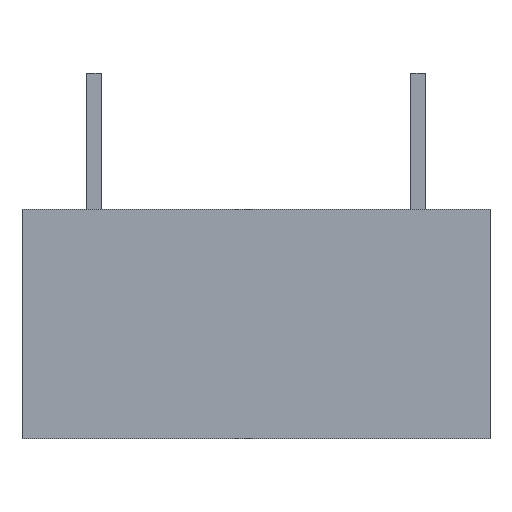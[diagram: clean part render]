
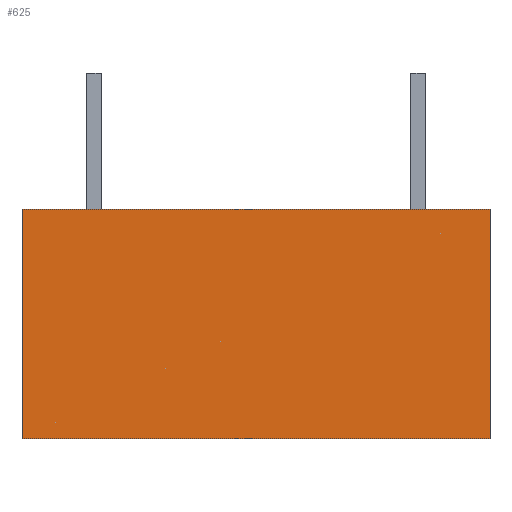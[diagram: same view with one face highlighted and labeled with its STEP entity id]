
A CAD part, left-side view. The second image highlights one B-rep face of the part: STEP entity #625.
In plain terms, the highlighted planar face has unit normal (-1, 0, 0).
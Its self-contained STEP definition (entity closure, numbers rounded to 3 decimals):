
#625=ADVANCED_FACE('',(#787),#706,.T.);
#706=PLANE('',#2052);
#787=FACE_OUTER_BOUND('',#867,.T.);
#867=EDGE_LOOP('',(#1191,#1192,#1193,#1194));
#1191=ORIENTED_EDGE('',*,*,#1585,.T.);
#1192=ORIENTED_EDGE('',*,*,#1584,.T.);
#1193=ORIENTED_EDGE('',*,*,#1586,.T.);
#1194=ORIENTED_EDGE('',*,*,#1587,.T.);
#1395=VERTEX_POINT('',#2797);
#1396=VERTEX_POINT('',#2799);
#1397=VERTEX_POINT('',#2803);
#1398=VERTEX_POINT('',#2805);
#1584=EDGE_CURVE('',#1395,#1396,#1776,.T.);
#1585=EDGE_CURVE('',#1397,#1395,#1777,.T.);
#1586=EDGE_CURVE('',#1396,#1398,#1778,.T.);
#1587=EDGE_CURVE('',#1398,#1397,#1779,.T.);
#1776=LINE('',#2800,#1968);
#1777=LINE('',#2802,#1969);
#1778=LINE('',#2804,#1970);
#1779=LINE('',#2806,#1971);
#1968=VECTOR('',#2394,1.);
#1969=VECTOR('',#2397,1.);
#1970=VECTOR('',#2398,1.);
#1971=VECTOR('',#2399,1.);
#2052=AXIS2_PLACEMENT_3D('',#2807,#2400,#2401);
#2394=DIRECTION('',(0.,0.,1.));
#2397=DIRECTION('',(0.,-1.,0.));
#2398=DIRECTION('',(0.,1.,0.));
#2399=DIRECTION('',(0.,0.,-1.));
#2400=DIRECTION('',(-1.,0.,0.));
#2401=DIRECTION('',(0.,-1.,0.));
#2797=CARTESIAN_POINT('',(0.,0.,0.));
#2799=CARTESIAN_POINT('',(0.,0.,5.4));
#2800=CARTESIAN_POINT('',(0.,0.,0.));
#2802=CARTESIAN_POINT('',(0.,11.,0.));
#2803=CARTESIAN_POINT('',(0.,11.,0.));
#2804=CARTESIAN_POINT('',(0.,0.,5.4));
#2805=CARTESIAN_POINT('',(0.,11.,5.4));
#2806=CARTESIAN_POINT('',(0.,11.,5.4));
#2807=CARTESIAN_POINT('',(0.,11.,0.));
